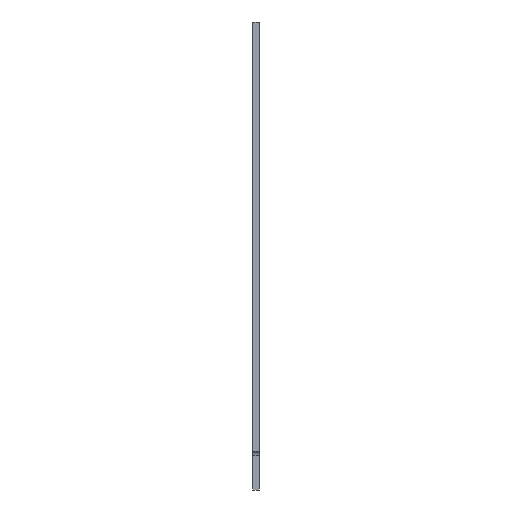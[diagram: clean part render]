
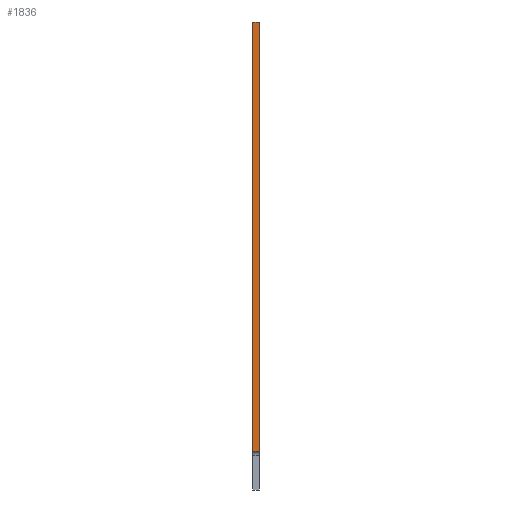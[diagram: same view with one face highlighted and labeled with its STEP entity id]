
A CAD part, left-side view. The second image highlights one B-rep face of the part: STEP entity #1836.
In plain terms, the highlighted planar face has unit normal (-1, 0, 0).
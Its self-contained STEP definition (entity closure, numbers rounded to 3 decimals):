
#72 = EDGE_CURVE ( 'NONE', #2312, #2853, #1035, .T. ) ;
#108 = FACE_OUTER_BOUND ( 'NONE', #1950, .T. ) ;
#294 = CARTESIAN_POINT ( 'NONE',  ( -360., -3., -170.5 ) ) ;
#622 = ORIENTED_EDGE ( 'NONE', *, *, #72, .F. ) ;
#732 = DIRECTION ( 'NONE',  ( 0., 0., 1. ) ) ;
#791 = PLANE ( 'NONE',  #1731 ) ;
#981 = CARTESIAN_POINT ( 'NONE',  ( -360., 3., -204.5 ) ) ;
#1035 = LINE ( 'NONE', #981, #3819 ) ;
#1070 = CARTESIAN_POINT ( 'NONE',  ( -360., -3., 204.5 ) ) ;
#1292 = LINE ( 'NONE', #3143, #1942 ) ;
#1346 = EDGE_CURVE ( 'NONE', #2588, #2362, #3758, .T. ) ;
#1377 = DIRECTION ( 'NONE',  ( 0., 0., -1. ) ) ;
#1436 = CARTESIAN_POINT ( 'NONE',  ( -360., 3., 204.5 ) ) ;
#1615 = EDGE_CURVE ( 'NONE', #2588, #2312, #1292, .T. ) ;
#1637 = EDGE_CURVE ( 'NONE', #2853, #2362, #1791, .T. ) ;
#1731 = AXIS2_PLACEMENT_3D ( 'NONE', #2019, #3183, #1377 ) ;
#1791 = LINE ( 'NONE', #2253, #3828 ) ;
#1836 = ADVANCED_FACE ( 'NONE', ( #108 ), #791, .F. ) ;
#1942 = VECTOR ( 'NONE', #3128, 1000. ) ;
#1950 = EDGE_LOOP ( 'NONE', ( #622, #3121, #2081, #3418 ) ) ;
#1967 = CARTESIAN_POINT ( 'NONE',  ( -360., 3., -170.5 ) ) ;
#2019 = CARTESIAN_POINT ( 'NONE',  ( -360., 3., -204.5 ) ) ;
#2081 = ORIENTED_EDGE ( 'NONE', *, *, #1346, .T. ) ;
#2215 = DIRECTION ( 'NONE',  ( 0., -1., 0. ) ) ;
#2253 = CARTESIAN_POINT ( 'NONE',  ( -360., 3., 204.5 ) ) ;
#2312 = VERTEX_POINT ( 'NONE', #1967 ) ;
#2362 = VERTEX_POINT ( 'NONE', #1070 ) ;
#2372 = CARTESIAN_POINT ( 'NONE',  ( -360., -3., -204.5 ) ) ;
#2588 = VERTEX_POINT ( 'NONE', #294 ) ;
#2853 = VERTEX_POINT ( 'NONE', #1436 ) ;
#3121 = ORIENTED_EDGE ( 'NONE', *, *, #1615, .F. ) ;
#3128 = DIRECTION ( 'NONE',  ( 0., 1., 0. ) ) ;
#3143 = CARTESIAN_POINT ( 'NONE',  ( -360., -3., -170.5 ) ) ;
#3183 = DIRECTION ( 'NONE',  ( 1., 0., 0. ) ) ;
#3330 = DIRECTION ( 'NONE',  ( 0., 0., 1. ) ) ;
#3418 = ORIENTED_EDGE ( 'NONE', *, *, #1637, .F. ) ;
#3707 = VECTOR ( 'NONE', #3330, 1000. ) ;
#3758 = LINE ( 'NONE', #2372, #3707 ) ;
#3819 = VECTOR ( 'NONE', #732, 1000. ) ;
#3828 = VECTOR ( 'NONE', #2215, 1000. ) ;
